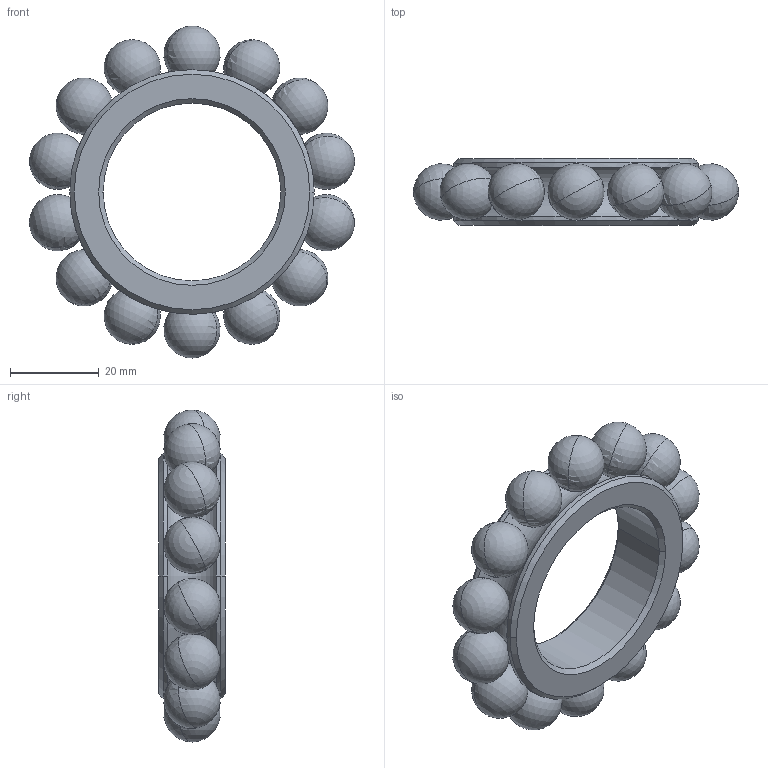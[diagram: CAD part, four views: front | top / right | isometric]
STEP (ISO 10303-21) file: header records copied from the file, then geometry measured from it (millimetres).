
FILE_DESCRIPTION(('CATIA V5 STEP Exchange'),'2;1');
FILE_NAME('interno.stp','2023-04-13T09:50:55+00:00',('none'),('none'),'CATIA Version 5 Release 21 GA (IN-10)','CATIA V5 STEP AP203','none');
FILE_SCHEMA(('CONFIG_CONTROL_DESIGN'));
Length unit declared in the file: millimetre
Products named in the file (1): interno
Bounding box: 73.14 x 15 x 74.7 mm (x, y, z)
Volume: 27679.7 mm3; surface area: 13656.9 mm2
Topology: 15 solids, 15 shells, 46 faces, 124 edges, 52 vertices
Faces by surface type: sphere 28, cone 8, cylinder 6, plane 2, torus 2
Entity records: 935 total; most frequent: CARTESIAN_POINT 148, ORIENTED_EDGE 136, DIRECTION 122, AXIS2_PLACEMENT_3D 82, EDGE_CURVE 68, CIRCLE 54, VERTEX_POINT 52, EDGE_LOOP 48
